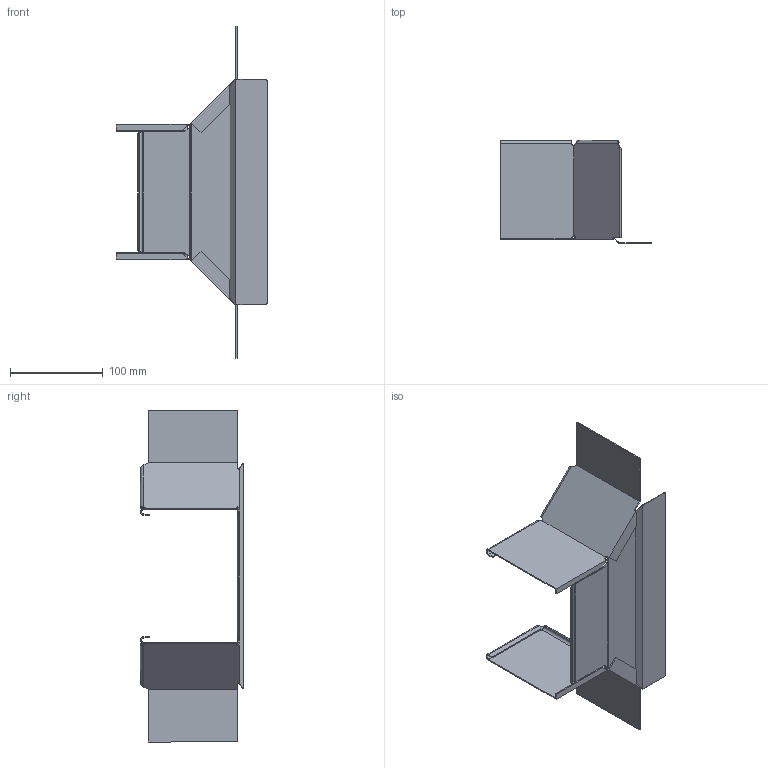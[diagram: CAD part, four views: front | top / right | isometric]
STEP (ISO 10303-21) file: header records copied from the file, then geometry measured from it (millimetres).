
FILE_DESCRIPTION (( 'STEP AP214' ), '1' );
FILE_NAME ('6042153.STEP', '2024-12-16T12:59:37', ( '' ), ( '' ), 'SwSTEP 2.0', 'SolidWorks 2024', '' );
FILE_SCHEMA (( 'AUTOMOTIVE_DESIGN' ));
Length unit declared in the file: millimetre
Products named in the file (4): 180291_110 L; 167752_150; 180291_110 R; 6042153
Assembly tree (3 placements, depth 2):
  6042153
    167752_150
    180291_110 L
    180291_110 R
Bounding box: 163.11 x 111.25 x 358.27 mm (x, y, z)
Volume: 79667.3 mm3; surface area: 150578 mm2
Topology: 3 solids, 3 shells, 162 faces, 422 edges, 266 vertices
Faces by surface type: plane 106, cylinder 32, bspline 24
Entity records: 5756 total; most frequent: CARTESIAN_POINT 1971, ORIENTED_EDGE 844, DIRECTION 630, EDGE_CURVE 422, VERTEX_POINT 266, LINE 250, VECTOR 250, AXIS2_PLACEMENT_3D 190
